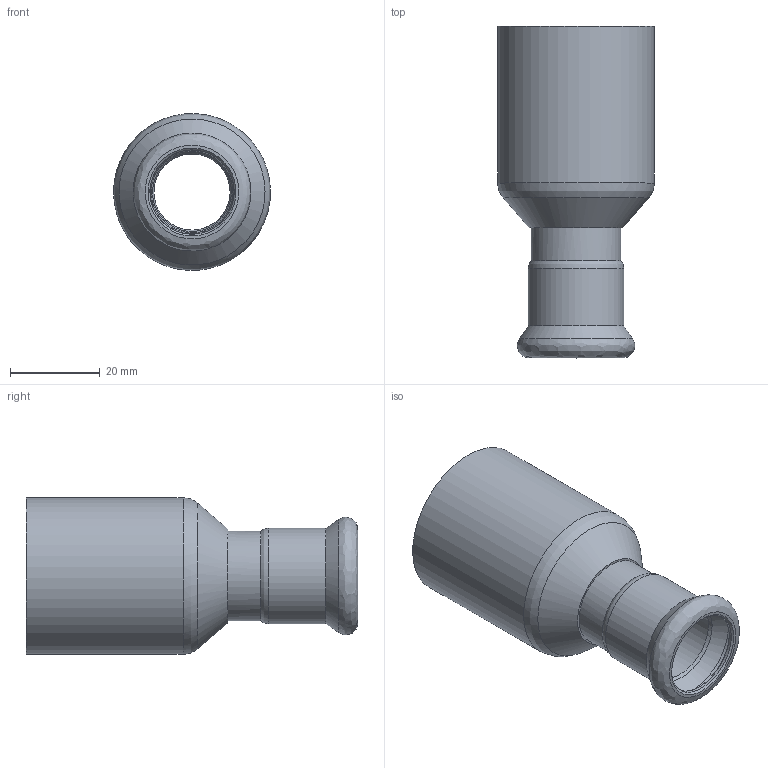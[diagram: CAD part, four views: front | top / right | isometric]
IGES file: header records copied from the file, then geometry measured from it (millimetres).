
Global section: file name: 42411; native system: Autodesk Inventor 2023; preprocessor: unknown; author: JANAN; date: 20240827.135708; units: millimetre
Bounding box: 34.98 x 74 x 34.96 mm (x, y, z)
Volume: 10136.7 mm3; surface area: 13764.4 mm2
Topology: 1 solids, 1 shells, 25 faces, 52 edges, 31 vertices
Faces by surface type: bspline 25
